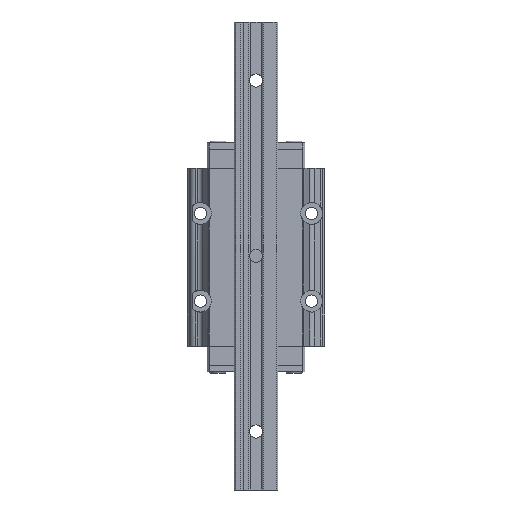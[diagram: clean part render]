
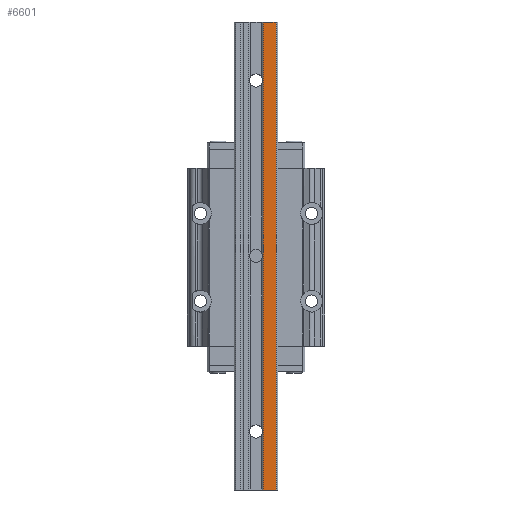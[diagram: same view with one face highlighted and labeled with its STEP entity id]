
A CAD part, front view. The second image highlights one B-rep face of the part: STEP entity #6601.
In plain terms, the highlighted planar face has unit normal (0, -1, 0).
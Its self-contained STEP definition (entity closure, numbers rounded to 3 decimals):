
#99 = CARTESIAN_POINT ( 'NONE',  ( 10., 0., -160. ) ) ;
#599 = EDGE_CURVE ( 'NONE', #1146, #5311, #3698, .T. ) ;
#913 = ORIENTED_EDGE ( 'NONE', *, *, #599, .T. ) ;
#920 = CARTESIAN_POINT ( 'NONE',  ( 10., 0., 0. ) ) ;
#945 = DIRECTION ( 'NONE',  ( 0., 0., 1. ) ) ;
#1146 = VERTEX_POINT ( 'NONE', #5202 ) ;
#1263 = EDGE_CURVE ( 'NONE', #4421, #7443, #8026, .T. ) ;
#1514 = DIRECTION ( 'NONE',  ( 0., 0., -1. ) ) ;
#1539 = VECTOR ( 'NONE', #6179, 1000. ) ;
#1826 = LINE ( 'NONE', #920, #7016 ) ;
#1853 = CARTESIAN_POINT ( 'NONE',  ( 14.4, 0., -160. ) ) ;
#1908 = VECTOR ( 'NONE', #945, 1000. ) ;
#2241 = DIRECTION ( 'NONE',  ( 1., 0., 0. ) ) ;
#2380 = ORIENTED_EDGE ( 'NONE', *, *, #4590, .F. ) ;
#2432 = DIRECTION ( 'NONE',  ( 0., -1., 0. ) ) ;
#3168 = CARTESIAN_POINT ( 'NONE',  ( 10., 0., -160. ) ) ;
#3352 = CARTESIAN_POINT ( 'NONE',  ( 10., 0., -160. ) ) ;
#3698 = LINE ( 'NONE', #1853, #1908 ) ;
#4038 = CARTESIAN_POINT ( 'NONE',  ( 10., 0., 0. ) ) ;
#4088 = LINE ( 'NONE', #3168, #6984 ) ;
#4311 = ORIENTED_EDGE ( 'NONE', *, *, #5038, .T. ) ;
#4421 = VERTEX_POINT ( 'NONE', #99 ) ;
#4590 = EDGE_CURVE ( 'NONE', #7443, #5311, #1826, .T. ) ;
#5038 = EDGE_CURVE ( 'NONE', #4421, #1146, #4088, .T. ) ;
#5202 = CARTESIAN_POINT ( 'NONE',  ( 14.4, 0., -160. ) ) ;
#5311 = VERTEX_POINT ( 'NONE', #5437 ) ;
#5437 = CARTESIAN_POINT ( 'NONE',  ( 14.4, 0., 0. ) ) ;
#6134 = ORIENTED_EDGE ( 'NONE', *, *, #1263, .F. ) ;
#6179 = DIRECTION ( 'NONE',  ( 0., 0., 1. ) ) ;
#6601 = ADVANCED_FACE ( 'NONE', ( #7454 ), #7960, .T. ) ;
#6984 = VECTOR ( 'NONE', #2241, 1000. ) ;
#7016 = VECTOR ( 'NONE', #8979, 1000. ) ;
#7097 = CARTESIAN_POINT ( 'NONE',  ( 10., 0., -160. ) ) ;
#7443 = VERTEX_POINT ( 'NONE', #4038 ) ;
#7454 = FACE_OUTER_BOUND ( 'NONE', #8577, .T. ) ;
#7960 = PLANE ( 'NONE',  #8846 ) ;
#8026 = LINE ( 'NONE', #7097, #1539 ) ;
#8577 = EDGE_LOOP ( 'NONE', ( #2380, #6134, #4311, #913 ) ) ;
#8846 = AXIS2_PLACEMENT_3D ( 'NONE', #3352, #2432, #1514 ) ;
#8979 = DIRECTION ( 'NONE',  ( 1., 0., 0. ) ) ;
